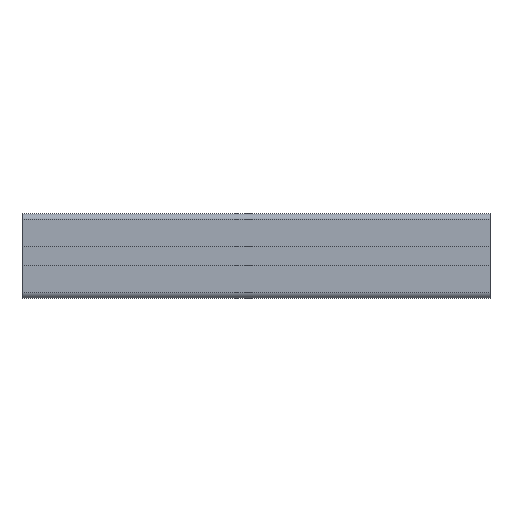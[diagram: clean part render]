
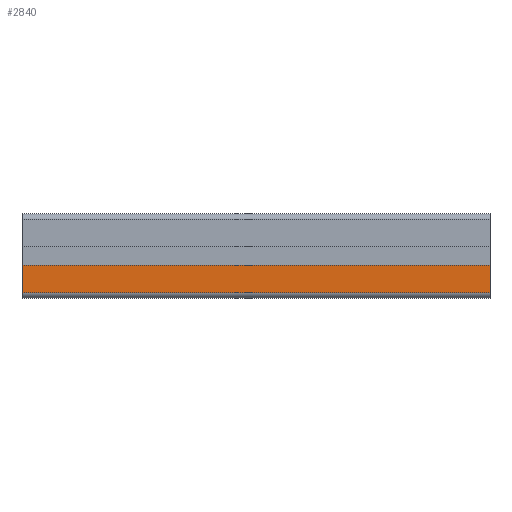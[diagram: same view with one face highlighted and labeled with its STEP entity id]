
A CAD part, front view. The second image highlights one B-rep face of the part: STEP entity #2840.
In plain terms, the highlighted planar face has unit normal (0, -1, 0).
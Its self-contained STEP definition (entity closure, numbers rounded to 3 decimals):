
#1 = DIRECTION ( 'NONE',  ( 0., 0., 1. ) ) ;
#2 = CARTESIAN_POINT ( 'NONE',  ( -313.64, -22.5, -19.5 ) ) ;
#3 = CARTESIAN_POINT ( 'NONE',  ( -250., -22.5, -5. ) ) ;
#6 = EDGE_CURVE ( 'NONE', #1010, #978, #1587, .T. ) ;
#9 = EDGE_CURVE ( 'NONE', #1010, #977, #770, .T. ) ;
#238 = EDGE_CURVE ( 'NONE', #977, #996, #2022, .T. ) ;
#252 = EDGE_CURVE ( 'NONE', #996, #978, #2056, .T. ) ;
#297 = AXIS2_PLACEMENT_3D ( 'NONE', #2810, #2816, #2817 ) ;
#466 = VECTOR ( 'NONE', #1, 1000. ) ;
#675 = EDGE_LOOP ( 'NONE', ( #721, #824, #823, #819 ) ) ;
#721 = ORIENTED_EDGE ( 'NONE', *, *, #9, .F. ) ;
#770 = LINE ( 'NONE', #3, #466 ) ;
#819 = ORIENTED_EDGE ( 'NONE', *, *, #238, .F. ) ;
#823 = ORIENTED_EDGE ( 'NONE', *, *, #252, .F. ) ;
#824 = ORIENTED_EDGE ( 'NONE', *, *, #6, .T. ) ;
#977 = VERTEX_POINT ( 'NONE', #2581 ) ;
#978 = VERTEX_POINT ( 'NONE', #2582 ) ;
#996 = VERTEX_POINT ( 'NONE', #2600 ) ;
#1010 = VERTEX_POINT ( 'NONE', #2614 ) ;
#1130 = DIRECTION ( 'NONE',  ( 1., 0., 0. ) ) ;
#1587 = LINE ( 'NONE', #2, #1588 ) ;
#1588 = VECTOR ( 'NONE', #1130, 1000. ) ;
#2022 = LINE ( 'NONE', #2512, #2028 ) ;
#2028 = VECTOR ( 'NONE', #2520, 1000. ) ;
#2056 = LINE ( 'NONE', #2547, #2057 ) ;
#2057 = VECTOR ( 'NONE', #2548, 1000. ) ;
#2105 = FACE_OUTER_BOUND ( 'NONE', #675, .T. ) ;
#2512 = CARTESIAN_POINT ( 'NONE',  ( -313.64, -22.5, -5. ) ) ;
#2520 = DIRECTION ( 'NONE',  ( 1., 0., 0. ) ) ;
#2547 = CARTESIAN_POINT ( 'NONE',  ( 0., -22.5, -5. ) ) ;
#2548 = DIRECTION ( 'NONE',  ( 0., 0., -1. ) ) ;
#2581 = CARTESIAN_POINT ( 'NONE',  ( -250., -22.5, -5. ) ) ;
#2582 = CARTESIAN_POINT ( 'NONE',  ( 0., -22.5, -19.5 ) ) ;
#2600 = CARTESIAN_POINT ( 'NONE',  ( 0., -22.5, -5. ) ) ;
#2614 = CARTESIAN_POINT ( 'NONE',  ( -250., -22.5, -19.5 ) ) ;
#2807 = PLANE ( 'NONE',  #297 ) ;
#2810 = CARTESIAN_POINT ( 'NONE',  ( -313.64, -22.5, -5. ) ) ;
#2816 = DIRECTION ( 'NONE',  ( 0., -1., 0. ) ) ;
#2817 = DIRECTION ( 'NONE',  ( 0., 0., -1. ) ) ;
#2840 = ADVANCED_FACE ( 'NONE', ( #2105 ), #2807, .T. ) ;
